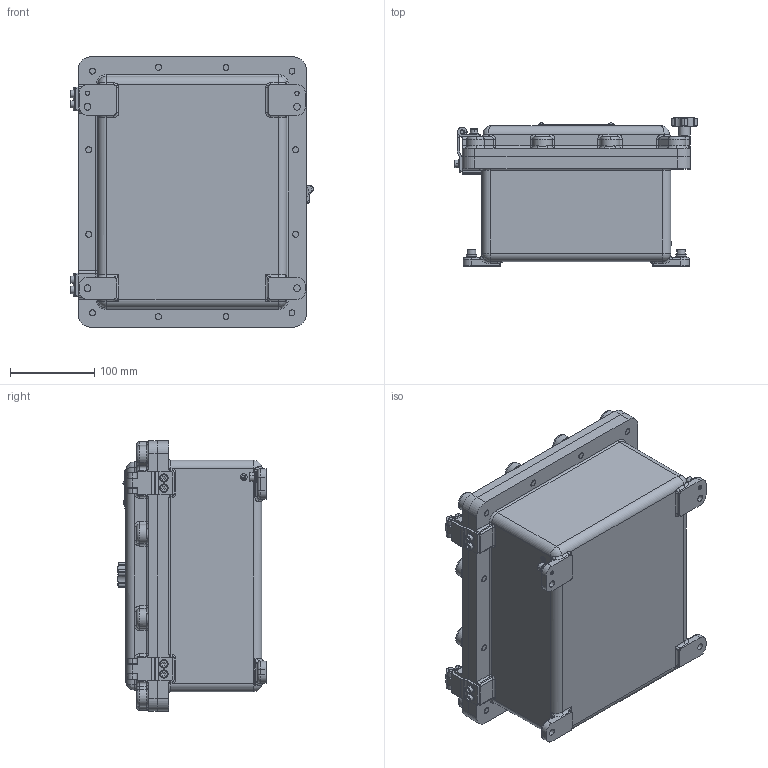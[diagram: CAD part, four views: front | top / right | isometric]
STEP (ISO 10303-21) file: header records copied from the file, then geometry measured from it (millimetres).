
FILE_DESCRIPTION (( 'STEP AP203' ), '1' );
FILE_NAME ('40103030.step', '2019-04-15T14:00:33', ( '' ), ( '' ), 'SwSTEP 2.0', 'SolidWorks 2018', '' );
FILE_SCHEMA (( 'CONFIG_CONTROL_DESIGN' ));
Length unit declared in the file: millimetre
Products named in the file (24): 70702_Hinge MCN; 41149; 92783; 93417_M8x30; 93426; 93414; 98361; 70752_Tag & Name Plate MCN; 83131; 40303030; 92081; 92780; 83130; 93412_PreviewCfg; 93427; 92788; 56848; 82014_40103030; 98063; 40103030; 98360; 83126; 40000036126_6g; 93711
Assembly tree (80 placements, depth 3):
  92788
  40103030
    70702_Hinge MCN
    82014_40103030
    40303030
    98063  x14
    93426  x10
    93711  x4
    92081  x4
    70752_Tag & Name Plate MCN
    92783
    93414  x2
    92780
    93412_PreviewCfg  x2
    83126  x12
    93417_M8x30  x12
    41149
    56848  x2
      98360
      98361
      83130
      93427
      83131
  40000036126_6g
Bounding box: 287.42 x 175.42 x 320 mm (x, y, z)
Volume: 3929329.5 mm3; surface area: 814598.7 mm2
Topology: 89 solids, 89 shells, 2830 faces, 6431 edges, 3787 vertices
Faces by surface type: plane 1002, cylinder 984, torus 293, bspline 260, cone 247, sphere 44
Entity records: 65769 total; most frequent: CARTESIAN_POINT 22401, DIRECTION 8251, ORIENTED_EDGE 8238, EDGE_CURVE 4119, AXIS2_PLACEMENT_3D 3236, VERTEX_POINT 2488, EDGE_LOOP 1897, VECTOR 1779
